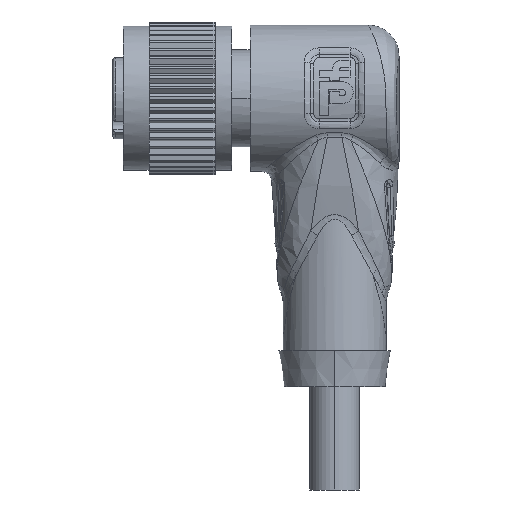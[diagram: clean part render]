
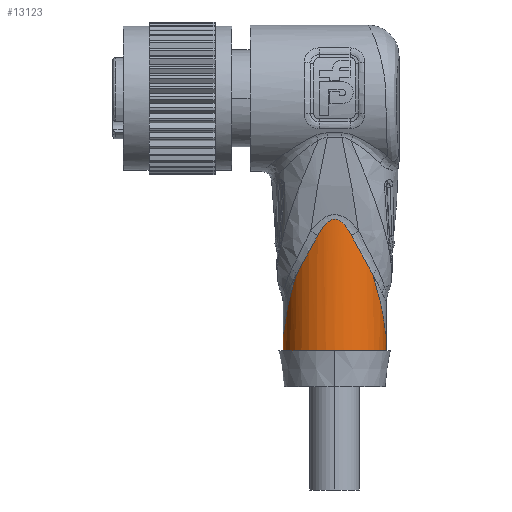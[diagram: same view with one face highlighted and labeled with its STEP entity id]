
A CAD part, front view. The second image highlights one B-rep face of the part: STEP entity #13123.
In plain terms, the highlighted cylindrical face has radius 5 mm (diameter 10 mm), a partial arc.
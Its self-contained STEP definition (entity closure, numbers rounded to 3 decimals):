
#2625=CARTESIAN_POINT('',(17.797,-3.359,
-17.085));
#2632=DIRECTION('',(0.,0.,-1.));
#2633=VECTOR('',#2632,1.674);
#2634=CARTESIAN_POINT('',(26.5,0.,-22.826));
#2635=LINE('',#2634,#2633);
#2646=CARTESIAN_POINT('',(23.15,-4.72,
-13.34));
#2647=CARTESIAN_POINT('',(23.317,-4.662,
-13.654));
#2648=CARTESIAN_POINT('',(23.641,-4.528,
-14.254));
#2649=CARTESIAN_POINT('',(24.09,-4.287,
-15.067));
#2650=CARTESIAN_POINT('',(24.501,-4.009,
-15.807));
#2651=CARTESIAN_POINT('',(24.874,-3.7,
-16.479));
#2652=CARTESIAN_POINT('',(25.098,-3.475,
-16.889));
#2653=CARTESIAN_POINT('',(25.203,-3.359,
-17.085));
#2655=CARTESIAN_POINT('',(25.203,-3.359,
-17.085));
#2656=CARTESIAN_POINT('',(25.33,-3.22,
-17.475));
#2657=CARTESIAN_POINT('',(25.567,-2.927,
-18.256));
#2658=CARTESIAN_POINT('',(25.872,-2.447,
-19.446));
#2659=CARTESIAN_POINT('',(26.12,-1.939,
-20.616));
#2660=CARTESIAN_POINT('',(26.308,-1.409,
-21.754));
#2661=CARTESIAN_POINT('',(26.392,-1.051,
-22.474));
#2662=CARTESIAN_POINT('',(26.423,-0.871,
-22.826));
#2664=CARTESIAN_POINT('',(21.5,0.,-22.826));
#2665=DIRECTION('',(0.,0.,1.));
#2666=DIRECTION('',(0.985,-0.174,0.));
#2667=AXIS2_PLACEMENT_3D('',#2664,#2665,#2666);
#2669=CARTESIAN_POINT('',(21.5,0.,-24.5));
#2670=DIRECTION('',(0.,0.,-1.));
#2671=DIRECTION('',(1.,0.,0.));
#2672=AXIS2_PLACEMENT_3D('',#2669,#2670,#2671);
#2674=DIRECTION('',(0.,0.,-1.));
#2675=VECTOR('',#2674,1.674);
#2676=CARTESIAN_POINT('',(16.5,0.,-22.826));
#2677=LINE('',#2676,#2675);
#2678=CARTESIAN_POINT('',(21.5,0.,-22.826));
#2679=DIRECTION('',(0.,0.,1.));
#2680=DIRECTION('',(-1.,0.,0.));
#2681=AXIS2_PLACEMENT_3D('',#2678,#2679,#2680);
#2683=CARTESIAN_POINT('',(16.577,-0.871,
-22.826));
#2684=CARTESIAN_POINT('',(16.608,-1.051,
-22.474));
#2685=CARTESIAN_POINT('',(16.692,-1.409,
-21.754));
#2686=CARTESIAN_POINT('',(16.88,-1.939,
-20.616));
#2687=CARTESIAN_POINT('',(17.128,-2.447,
-19.446));
#2688=CARTESIAN_POINT('',(17.433,-2.927,
-18.256));
#2689=CARTESIAN_POINT('',(17.67,-3.22,
-17.475));
#2690=CARTESIAN_POINT('',(17.797,-3.359,
-17.085));
#2692=CARTESIAN_POINT('',(17.797,-3.359,
-17.085));
#2693=CARTESIAN_POINT('',(17.902,-3.475,
-16.889));
#2694=CARTESIAN_POINT('',(18.126,-3.7,
-16.479));
#2695=CARTESIAN_POINT('',(18.499,-4.009,
-15.807));
#2696=CARTESIAN_POINT('',(18.91,-4.287,
-15.067));
#2697=CARTESIAN_POINT('',(19.359,-4.528,
-14.254));
#2698=CARTESIAN_POINT('',(19.683,-4.662,
-13.654));
#2699=CARTESIAN_POINT('',(19.85,-4.72,
-13.34));
#2701=CARTESIAN_POINT('',(19.85,-4.72,
-13.34));
#2702=CARTESIAN_POINT('',(19.907,-4.74,
-13.233));
#2703=CARTESIAN_POINT('',(20.02,-4.777,
-13.03));
#2704=CARTESIAN_POINT('',(20.184,-4.825,
-12.763));
#2705=CARTESIAN_POINT('',(20.344,-4.865,
-12.531));
#2706=CARTESIAN_POINT('',(20.499,-4.9,
-12.331));
#2707=CARTESIAN_POINT('',(20.65,-4.928,
-12.163));
#2708=CARTESIAN_POINT('',(20.797,-4.951,
-12.024));
#2709=CARTESIAN_POINT('',(20.94,-4.969,
-11.915));
#2710=CARTESIAN_POINT('',(21.076,-4.983,
-11.833));
#2711=CARTESIAN_POINT('',(21.203,-4.992,
-11.776));
#2712=CARTESIAN_POINT('',(21.324,-4.997,
-11.741));
#2713=CARTESIAN_POINT('',(21.44,-5.,
-11.725));
#2714=CARTESIAN_POINT('',(21.554,-5.,
-11.724));
#2715=CARTESIAN_POINT('',(21.669,-4.998,
-11.74));
#2716=CARTESIAN_POINT('',(21.79,-4.992,
-11.774));
#2717=CARTESIAN_POINT('',(21.918,-4.983,
-11.829));
#2718=CARTESIAN_POINT('',(22.054,-4.97,
-11.911));
#2719=CARTESIAN_POINT('',(22.198,-4.952,
-12.02));
#2720=CARTESIAN_POINT('',(22.346,-4.929,
-12.159));
#2721=CARTESIAN_POINT('',(22.498,-4.9,
-12.327));
#2722=CARTESIAN_POINT('',(22.654,-4.866,
-12.528));
#2723=CARTESIAN_POINT('',(22.814,-4.825,
-12.761));
#2724=CARTESIAN_POINT('',(22.979,-4.777,
-13.029));
#2725=CARTESIAN_POINT('',(23.092,-4.74,
-13.232));
#2726=CARTESIAN_POINT('',(23.15,-4.72,
-13.34));
#7909=CARTESIAN_POINT('',(26.5,0.,-24.5));
#7910=CARTESIAN_POINT('',(16.5,0.,-24.5));
#7911=VERTEX_POINT('',#7909);
#7912=VERTEX_POINT('',#7910);
#7913=CARTESIAN_POINT('',(26.423,-0.871,
-22.826));
#7914=CARTESIAN_POINT('',(26.5,0.,-22.826));
#7915=VERTEX_POINT('',#7913);
#7916=VERTEX_POINT('',#7914);
#7917=CARTESIAN_POINT('',(16.5,0.,-22.826));
#7918=CARTESIAN_POINT('',(16.577,-0.871,
-22.826));
#7919=VERTEX_POINT('',#7917);
#7920=VERTEX_POINT('',#7918);
#7921=VERTEX_POINT('',#2646);
#7922=VERTEX_POINT('',#2653);
#7937=VERTEX_POINT('',#2625);
#7939=VERTEX_POINT('',#2699);
#13103=CARTESIAN_POINT('',(21.5,0.,-32.826));
#13104=DIRECTION('',(0.,0.,-1.));
#13105=DIRECTION('',(0.,1.,0.));
#13106=AXIS2_PLACEMENT_3D('',#13103,#13104,#13105);
#13107=CYLINDRICAL_SURFACE('',#13106,5.);
#13108=ORIENTED_EDGE('',*,*,#13086,.T.);
#13109=ORIENTED_EDGE('',*,*,#13007,.T.);
#13110=ORIENTED_EDGE('',*,*,#13005,.T.);
#13111=ORIENTED_EDGE('',*,*,#13003,.T.);
#13113=ORIENTED_EDGE('',*,*,#13112,.T.);
#13114=ORIENTED_EDGE('',*,*,#12999,.F.);
#13115=ORIENTED_EDGE('',*,*,#12997,.T.);
#13116=ORIENTED_EDGE('',*,*,#12995,.T.);
#13118=ORIENTED_EDGE('',*,*,#13117,.T.);
#13120=ORIENTED_EDGE('',*,*,#13119,.T.);
#13121=EDGE_LOOP('',(#13108,#13109,#13110,#13111,#13113,#13114,#13115,#13116,
#13118,#13120));
#13122=FACE_OUTER_BOUND('',#13121,.F.);
#13123=ADVANCED_FACE('',(#13122),#13107,.T.);
#2654=B_SPLINE_CURVE_WITH_KNOTS('',3,(#2646,#2647,#2648,#2649,#2650,#2651,#2652,
#2653),.UNSPECIFIED.,.F.,.F.,(4,1,1,1,1,4),(0.,0.2,0.4,0.6,0.8,1.),
.UNSPECIFIED.);
#2663=B_SPLINE_CURVE_WITH_KNOTS('',3,(#2655,#2656,#2657,#2658,#2659,#2660,#2661,
#2662),.UNSPECIFIED.,.F.,.F.,(4,1,1,1,1,4),(0.,0.2,0.4,0.6,0.8,1.),
.UNSPECIFIED.);
#2668=CIRCLE('',#2667,5.);
#2673=CIRCLE('',#2672,5.);
#2682=CIRCLE('',#2681,5.);
#2691=B_SPLINE_CURVE_WITH_KNOTS('',3,(#2683,#2684,#2685,#2686,#2687,#2688,#2689,
#2690),.UNSPECIFIED.,.F.,.F.,(4,1,1,1,1,4),(0.,0.2,0.4,0.6,0.8,1.),
.UNSPECIFIED.);
#2700=B_SPLINE_CURVE_WITH_KNOTS('',3,(#2692,#2693,#2694,#2695,#2696,#2697,#2698,
#2699),.UNSPECIFIED.,.F.,.F.,(4,1,1,1,1,4),(0.,0.2,0.4,0.6,0.8,1.),
.UNSPECIFIED.);
#2727=B_SPLINE_CURVE_WITH_KNOTS('',3,(#2701,#2702,#2703,#2704,#2705,#2706,#2707,
#2708,#2709,#2710,#2711,#2712,#2713,#2714,#2715,#2716,#2717,#2718,#2719,#2720,
#2721,#2722,#2723,#2724,#2725,#2726),.UNSPECIFIED.,.F.,.F.,(4,1,1,1,1,1,1,1,1,1,
1,1,1,1,1,1,1,1,1,1,1,1,1,4),(0.,0.043,0.087,
0.13,0.174,0.217,0.261,
0.304,0.348,0.391,0.435,
0.478,0.522,0.565,0.609,
0.652,0.696,0.739,0.783,
0.826,0.87,0.913,0.957,1.),
.UNSPECIFIED.);
#12995=EDGE_CURVE('',#7920,#7937,#2691,.T.);
#12997=EDGE_CURVE('',#7919,#7920,#2682,.T.);
#12999=EDGE_CURVE('',#7919,#7912,#2677,.T.);
#13003=EDGE_CURVE('',#7916,#7911,#2635,.T.);
#13005=EDGE_CURVE('',#7915,#7916,#2668,.T.);
#13007=EDGE_CURVE('',#7922,#7915,#2663,.T.);
#13086=EDGE_CURVE('',#7921,#7922,#2654,.T.);
#13112=EDGE_CURVE('',#7911,#7912,#2673,.T.);
#13117=EDGE_CURVE('',#7937,#7939,#2700,.T.);
#13119=EDGE_CURVE('',#7939,#7921,#2727,.T.);
